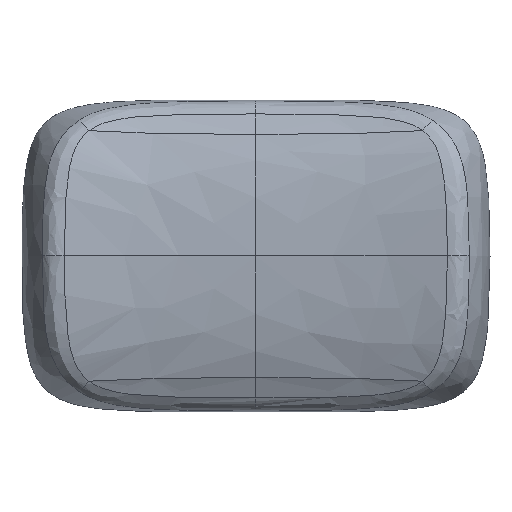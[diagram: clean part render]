
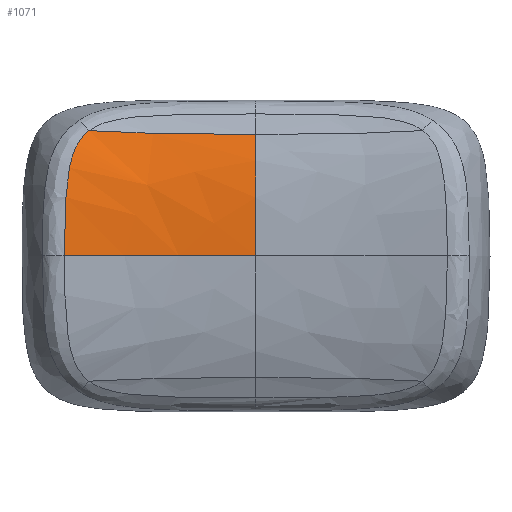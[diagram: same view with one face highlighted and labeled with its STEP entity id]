
A CAD part, top view. The second image highlights one B-rep face of the part: STEP entity #1071.
In plain terms, the highlighted free-form (B-spline) face has degree [3, 3] with [6, 6] control points.
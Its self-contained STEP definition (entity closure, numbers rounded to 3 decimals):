
#16=(
BOUNDED_CURVE()
B_SPLINE_CURVE(5,(#5544,#5545,#5546,#5547,#5548,#5549,#5550,#5551,#5552),
 .UNSPECIFIED.,.F.,.F.)
B_SPLINE_CURVE_WITH_KNOTS((6,1,1,1,6),(-1.,-0.8,-0.6,-0.4,
-0.285),.UNSPECIFIED.)
CURVE()
GEOMETRIC_REPRESENTATION_ITEM()
RATIONAL_B_SPLINE_CURVE((1.,1.,1.,1.,1.,1.,1.,1.,1.))
REPRESENTATION_ITEM('')
);
#17=(
BOUNDED_CURVE()
B_SPLINE_CURVE(5,(#5590,#5591,#5592,#5593,#5594,#5595,#5596,#5597,#5598,
#5599),.UNSPECIFIED.,.F.,.F.)
B_SPLINE_CURVE_WITH_KNOTS((6,1,1,1,1,6),(0.103,0.2,0.4,0.6,
0.8,1.),.UNSPECIFIED.)
CURVE()
GEOMETRIC_REPRESENTATION_ITEM()
RATIONAL_B_SPLINE_CURVE((1.,1.,1.,1.,1.,1.,1.,1.,1.,1.))
REPRESENTATION_ITEM('')
);
#34=B_SPLINE_SURFACE_WITH_KNOTS('',3,3,((#5553,#5554,#5555,#5556,#5557,
#5558),(#5559,#5560,#5561,#5562,#5563,#5564),(#5565,#5566,#5567,#5568,#5569,
#5570),(#5571,#5572,#5573,#5574,#5575,#5576),(#5577,#5578,#5579,#5580,#5581,
#5582),(#5583,#5584,#5585,#5586,#5587,#5588)),.UNSPECIFIED.,.F.,.F.,.F.,
(4,1,1,4),(4,1,1,4),(-1.,-0.615,-0.359,
-0.103),(0.,0.429,0.714,
1.),.UNSPECIFIED.);
#64=B_SPLINE_CURVE_WITH_KNOTS('',3,(#4686,#4687,#4688,#4689,#4690,#4691,
#4692,#4693),.UNSPECIFIED.,.F.,.F.,(4,1,1,1,1,4),(0.,0.314,
0.419,0.523,0.628,0.732),
 .UNSPECIFIED.);
#96=B_SPLINE_CURVE_WITH_KNOTS('',3,(#5600,#5601,#5602,#5603,#5604,#5605),
 .UNSPECIFIED.,.F.,.F.,(4,1,1,4),(0.,0.429,
0.714,1.),.UNSPECIFIED.);
#178=FACE_OUTER_BOUND('',#240,.T.);
#240=EDGE_LOOP('',(#955,#956,#957,#958));
#473=VERTEX_POINT('',#4613);
#477=VERTEX_POINT('',#4675);
#506=VERTEX_POINT('',#5514);
#507=VERTEX_POINT('',#5589);
#625=EDGE_CURVE('',#473,#477,#64,.T.);
#663=EDGE_CURVE('',#506,#477,#16,.T.);
#664=EDGE_CURVE('',#473,#507,#17,.T.);
#665=EDGE_CURVE('',#507,#506,#96,.T.);
#955=ORIENTED_EDGE('',*,*,#625,.F.);
#956=ORIENTED_EDGE('',*,*,#664,.T.);
#957=ORIENTED_EDGE('',*,*,#665,.T.);
#958=ORIENTED_EDGE('',*,*,#663,.T.);
#1071=ADVANCED_FACE('',(#178),#34,.F.);
#4613=CARTESIAN_POINT('',(-11.041,0.,5.644));
#4675=CARTESIAN_POINT('',(-9.613,7.218,4.343));
#4686=CARTESIAN_POINT('Ctrl Pts',(-11.041,0.,
5.644));
#4687=CARTESIAN_POINT('Ctrl Pts',(-11.041,1.07,5.644));
#4688=CARTESIAN_POINT('Ctrl Pts',(-11.017,2.513,5.604));
#4689=CARTESIAN_POINT('Ctrl Pts',(-10.867,4.355,5.348));
#4690=CARTESIAN_POINT('Ctrl Pts',(-10.69,5.448,5.103));
#4691=CARTESIAN_POINT('Ctrl Pts',(-10.334,6.48,4.75));
#4692=CARTESIAN_POINT('Ctrl Pts',(-9.878,7.007,4.473));
#4693=CARTESIAN_POINT('Ctrl Pts',(-9.613,7.218,4.343));
#5514=CARTESIAN_POINT('',(0.,7.,3.801));
#5544=CARTESIAN_POINT('Ctrl Pts',(0.,7.,
3.801));
#5545=CARTESIAN_POINT('Ctrl Pts',(-0.841,7.,3.801));
#5546=CARTESIAN_POINT('Ctrl Pts',(-2.415,7.004,3.812));
#5547=CARTESIAN_POINT('Ctrl Pts',(-4.452,7.024,3.86));
#5548=CARTESIAN_POINT('Ctrl Pts',(-6.378,7.067,3.968));
#5549=CARTESIAN_POINT('Ctrl Pts',(-7.907,7.127,4.116));
#5550=CARTESIAN_POINT('Ctrl Pts',(-8.871,7.175,4.236));
#5551=CARTESIAN_POINT('Ctrl Pts',(-9.419,7.206,4.314));
#5552=CARTESIAN_POINT('Ctrl Pts',(-9.613,7.218,4.343));
#5553=CARTESIAN_POINT('Ctrl Pts',(0.,0.,4.8));
#5554=CARTESIAN_POINT('Ctrl Pts',(0.,1.807,
4.8));
#5555=CARTESIAN_POINT('Ctrl Pts',(0.,3.923,
4.642));
#5556=CARTESIAN_POINT('Ctrl Pts',(0.,5.797,
4.227));
#5557=CARTESIAN_POINT('Ctrl Pts',(0.,6.632,
3.949));
#5558=CARTESIAN_POINT('Ctrl Pts',(0.,7.,
3.801));
#5559=CARTESIAN_POINT('Ctrl Pts',(-2.696,0.,4.8));
#5560=CARTESIAN_POINT('Ctrl Pts',(-2.696,1.807,4.8));
#5561=CARTESIAN_POINT('Ctrl Pts',(-2.696,3.923,4.642));
#5562=CARTESIAN_POINT('Ctrl Pts',(-2.696,5.797,4.227));
#5563=CARTESIAN_POINT('Ctrl Pts',(-2.696,6.632,3.949));
#5564=CARTESIAN_POINT('Ctrl Pts',(-2.696,7.,3.801));
#5565=CARTESIAN_POINT('Ctrl Pts',(-6.012,0.,
4.927));
#5566=CARTESIAN_POINT('Ctrl Pts',(-6.012,1.812,4.927));
#5567=CARTESIAN_POINT('Ctrl Pts',(-6.012,3.938,4.768));
#5568=CARTESIAN_POINT('Ctrl Pts',(-6.012,5.831,4.35));
#5569=CARTESIAN_POINT('Ctrl Pts',(-6.012,6.674,4.069));
#5570=CARTESIAN_POINT('Ctrl Pts',(-6.012,7.047,3.918));
#5571=CARTESIAN_POINT('Ctrl Pts',(-9.055,0.,
5.277));
#5572=CARTESIAN_POINT('Ctrl Pts',(-9.055,1.823,5.277));
#5573=CARTESIAN_POINT('Ctrl Pts',(-9.055,3.982,5.117));
#5574=CARTESIAN_POINT('Ctrl Pts',(-9.055,5.924,4.689));
#5575=CARTESIAN_POINT('Ctrl Pts',(-9.055,6.79,4.399));
#5576=CARTESIAN_POINT('Ctrl Pts',(-9.055,7.178,4.243));
#5577=CARTESIAN_POINT('Ctrl Pts',(-10.424,0.,
5.517));
#5578=CARTESIAN_POINT('Ctrl Pts',(-10.424,1.831,5.517));
#5579=CARTESIAN_POINT('Ctrl Pts',(-10.424,4.012,5.356));
#5580=CARTESIAN_POINT('Ctrl Pts',(-10.424,5.987,4.92));
#5581=CARTESIAN_POINT('Ctrl Pts',(-10.424,6.869,4.626));
#5582=CARTESIAN_POINT('Ctrl Pts',(-10.424,7.267,4.466));
#5583=CARTESIAN_POINT('Ctrl Pts',(-11.041,0.,
5.644));
#5584=CARTESIAN_POINT('Ctrl Pts',(-11.041,1.835,5.644));
#5585=CARTESIAN_POINT('Ctrl Pts',(-11.041,4.028,5.483));
#5586=CARTESIAN_POINT('Ctrl Pts',(-11.041,6.021,5.043));
#5587=CARTESIAN_POINT('Ctrl Pts',(-11.041,6.912,4.746));
#5588=CARTESIAN_POINT('Ctrl Pts',(-11.041,7.315,4.584));
#5589=CARTESIAN_POINT('',(0.,0.,4.8));
#5590=CARTESIAN_POINT('Ctrl Pts',(-11.041,0.,
5.644));
#5591=CARTESIAN_POINT('Ctrl Pts',(-10.9,0.,
5.615));
#5592=CARTESIAN_POINT('Ctrl Pts',(-10.462,0.,
5.527));
#5593=CARTESIAN_POINT('Ctrl Pts',(-9.682,0.,
5.386));
#5594=CARTESIAN_POINT('Ctrl Pts',(-8.468,0.,
5.201));
#5595=CARTESIAN_POINT('Ctrl Pts',(-6.607,0.,
4.995));
#5596=CARTESIAN_POINT('Ctrl Pts',(-4.452,0.,
4.864));
#5597=CARTESIAN_POINT('Ctrl Pts',(-2.415,0.,
4.812));
#5598=CARTESIAN_POINT('Ctrl Pts',(-0.841,0.,
4.8));
#5599=CARTESIAN_POINT('Ctrl Pts',(0.,0.,
4.8));
#5600=CARTESIAN_POINT('Ctrl Pts',(0.,0.,4.8));
#5601=CARTESIAN_POINT('Ctrl Pts',(0.,1.807,
4.8));
#5602=CARTESIAN_POINT('Ctrl Pts',(0.,3.923,
4.642));
#5603=CARTESIAN_POINT('Ctrl Pts',(0.,5.797,
4.227));
#5604=CARTESIAN_POINT('Ctrl Pts',(0.,6.632,
3.949));
#5605=CARTESIAN_POINT('Ctrl Pts',(0.,7.,
3.801));
